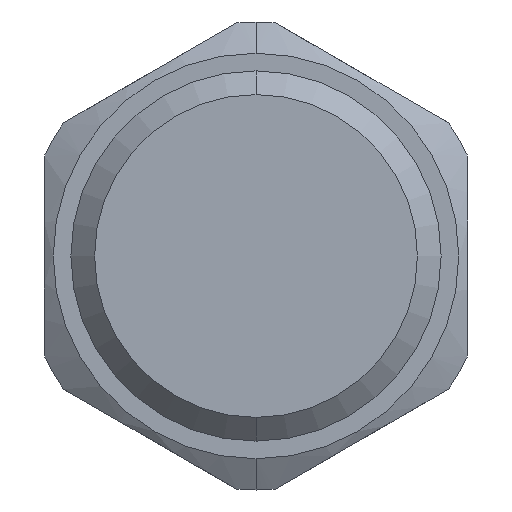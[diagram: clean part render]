
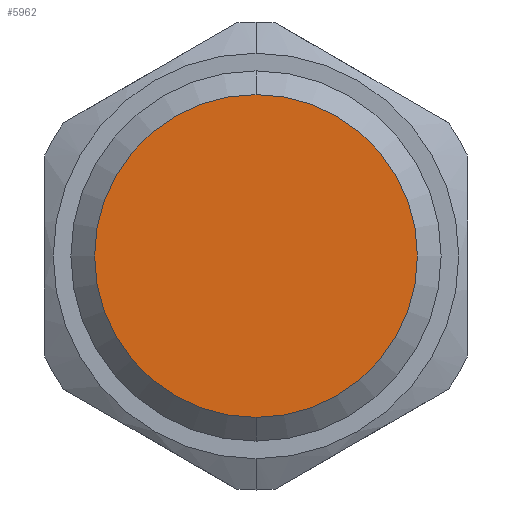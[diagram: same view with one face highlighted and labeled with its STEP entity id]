
A CAD part, left-side view. The second image highlights one B-rep face of the part: STEP entity #5962.
In plain terms, the highlighted planar face has unit normal (-1, 0, 0).
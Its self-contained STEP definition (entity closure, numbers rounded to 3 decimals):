
#798 = PLANE ( 'NONE',  #6141 ) ;
#928 = DIRECTION ( 'NONE',  ( -1., 0., 0. ) ) ;
#1260 = EDGE_LOOP ( 'NONE', ( #3816, #6978 ) ) ;
#1652 = DIRECTION ( 'NONE',  ( -1., 0., 0. ) ) ;
#3280 = VERTEX_POINT ( 'NONE', #7646 ) ;
#3442 = DIRECTION ( 'NONE',  ( 0., 0., 1. ) ) ;
#3816 = ORIENTED_EDGE ( 'NONE', *, *, #10694, .T. ) ;
#3933 = AXIS2_PLACEMENT_3D ( 'NONE', #8216, #1652, #3442 ) ;
#4266 = AXIS2_PLACEMENT_3D ( 'NONE', #11178, #8278, #11059 ) ;
#5962 = ADVANCED_FACE ( 'NONE', ( #8370 ), #798, .T. ) ;
#6141 = AXIS2_PLACEMENT_3D ( 'NONE', #10389, #928, #9397 ) ;
#6279 = CARTESIAN_POINT ( 'NONE',  ( -53.2, 0., 10.9 ) ) ;
#6978 = ORIENTED_EDGE ( 'NONE', *, *, #10031, .T. ) ;
#7646 = CARTESIAN_POINT ( 'NONE',  ( -53.2, 0., -10.9 ) ) ;
#8216 = CARTESIAN_POINT ( 'NONE',  ( -53.2, 0., 0. ) ) ;
#8278 = DIRECTION ( 'NONE',  ( -1., 0., 0. ) ) ;
#8370 = FACE_OUTER_BOUND ( 'NONE', #1260, .T. ) ;
#8624 = CIRCLE ( 'NONE', #4266, 10.9 ) ;
#9397 = DIRECTION ( 'NONE',  ( 0., 0., 1. ) ) ;
#10031 = EDGE_CURVE ( 'NONE', #11551, #3280, #8624, .T. ) ;
#10389 = CARTESIAN_POINT ( 'NONE',  ( -53.2, 0., 0. ) ) ;
#10694 = EDGE_CURVE ( 'NONE', #3280, #11551, #11900, .T. ) ;
#11059 = DIRECTION ( 'NONE',  ( 0., 0., 1. ) ) ;
#11178 = CARTESIAN_POINT ( 'NONE',  ( -53.2, 0., 0. ) ) ;
#11551 = VERTEX_POINT ( 'NONE', #6279 ) ;
#11900 = CIRCLE ( 'NONE', #3933, 10.9 ) ;
